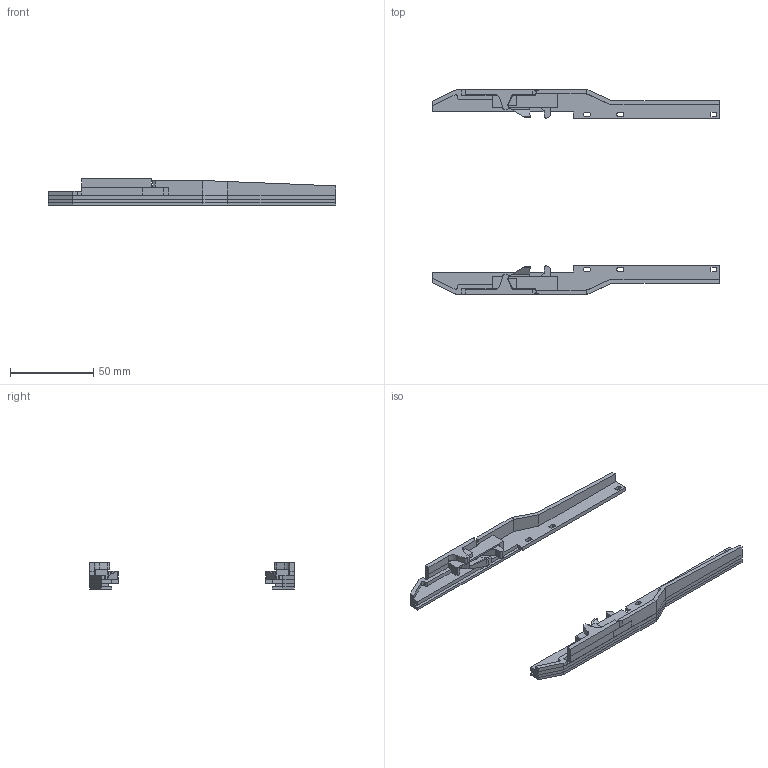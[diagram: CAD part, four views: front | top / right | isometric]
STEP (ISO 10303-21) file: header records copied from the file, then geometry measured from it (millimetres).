
FILE_DESCRIPTION((''),'2;1');
FILE_NAME('SCHROFF_20800-212.stp','2012-03-29T10:49:02',(''),(''),'Mechanical Desktop 2011','Mechanical Desktop 2011',', , ');
FILE_SCHEMA(('AUTOMOTIVE_DESIGN { 1 2 10303 214 1 1 1 1 }'));
Length unit declared in the file: millimetre
Products named in the file (1): Product
Bounding box: 173 x 123.4 x 16 mm (x, y, z)
Volume: 32456 mm3; surface area: 38296.1 mm2
Topology: 22 solids, 22 shells, 292 faces, 736 edges, 488 vertices
Faces by surface type: bspline 146, plane 124, cylinder 22
Entity records: 8995 total; most frequent: CARTESIAN_POINT 2263, ORIENTED_EDGE 1472, DIRECTION 1120, EDGE_CURVE 736, VECTOR 646, LINE 646, VERTEX_POINT 488, EDGE_LOOP 308
